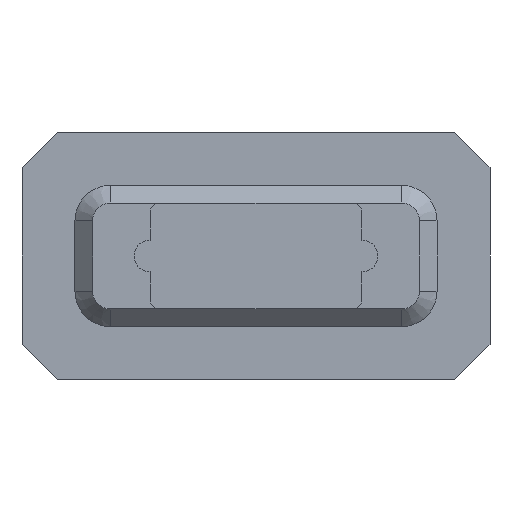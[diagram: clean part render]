
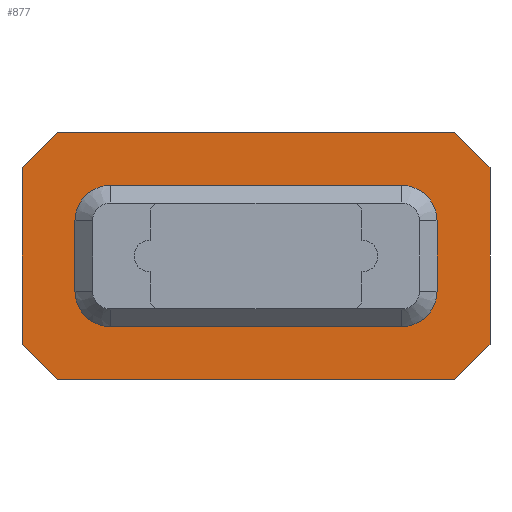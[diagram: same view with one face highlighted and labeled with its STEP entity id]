
A CAD part, front view. The second image highlights one B-rep face of the part: STEP entity #877.
In plain terms, the highlighted planar face has unit normal (0, -1, 0).
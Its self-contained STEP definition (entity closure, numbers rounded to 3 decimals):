
#15=FACE_BOUND('',#132,.T.);
#35=PLANE('',#964);
#82=FACE_OUTER_BOUND('',#131,.T.);
#131=EDGE_LOOP('',(#720,#721,#722,#723,#724,#725,#726,#727));
#132=EDGE_LOOP('',(#728,#729,#730,#731,#732,#733,#734,#735));
#172=CIRCLE('',#950,2.);
#174=CIRCLE('',#954,2.);
#176=CIRCLE('',#960,2.);
#177=CIRCLE('',#963,2.);
#217=LINE('',#1352,#319);
#220=LINE('',#1360,#322);
#228=LINE('',#1384,#330);
#230=LINE('',#1391,#332);
#231=LINE('',#1393,#333);
#232=LINE('',#1395,#334);
#233=LINE('',#1397,#335);
#234=LINE('',#1399,#336);
#235=LINE('',#1401,#337);
#236=LINE('',#1403,#338);
#237=LINE('',#1404,#339);
#238=LINE('',#1405,#340);
#319=VECTOR('',#1099,4.);
#322=VECTOR('',#1108,16.5);
#330=VECTOR('',#1136,16.5);
#332=VECTOR('',#1144,2.828);
#333=VECTOR('',#1145,10.);
#334=VECTOR('',#1146,2.828);
#335=VECTOR('',#1147,22.5);
#336=VECTOR('',#1148,2.828);
#337=VECTOR('',#1149,10.);
#338=VECTOR('',#1150,2.828);
#339=VECTOR('',#1151,22.5);
#340=VECTOR('',#1152,4.);
#420=VERTEX_POINT('',#1349);
#421=VERTEX_POINT('',#1351);
#422=VERTEX_POINT('',#1355);
#423=VERTEX_POINT('',#1359);
#425=VERTEX_POINT('',#1365);
#427=VERTEX_POINT('',#1377);
#428=VERTEX_POINT('',#1379);
#429=VERTEX_POINT('',#1383);
#430=VERTEX_POINT('',#1389);
#431=VERTEX_POINT('',#1390);
#432=VERTEX_POINT('',#1392);
#433=VERTEX_POINT('',#1394);
#434=VERTEX_POINT('',#1396);
#435=VERTEX_POINT('',#1398);
#436=VERTEX_POINT('',#1400);
#437=VERTEX_POINT('',#1402);
#519=EDGE_CURVE('',#421,#420,#217,.T.);
#521=EDGE_CURVE('',#422,#421,#172,.T.);
#523=EDGE_CURVE('',#423,#422,#220,.T.);
#526=EDGE_CURVE('',#425,#423,#174,.T.);
#533=EDGE_CURVE('',#428,#427,#176,.T.);
#535=EDGE_CURVE('',#429,#428,#228,.T.);
#537=EDGE_CURVE('',#420,#429,#177,.T.);
#538=EDGE_CURVE('',#430,#431,#230,.T.);
#539=EDGE_CURVE('',#432,#431,#231,.T.);
#540=EDGE_CURVE('',#432,#433,#232,.T.);
#541=EDGE_CURVE('',#434,#433,#233,.T.);
#542=EDGE_CURVE('',#434,#435,#234,.T.);
#543=EDGE_CURVE('',#436,#435,#235,.T.);
#544=EDGE_CURVE('',#436,#437,#236,.T.);
#545=EDGE_CURVE('',#430,#437,#237,.T.);
#546=EDGE_CURVE('',#427,#425,#238,.T.);
#720=ORIENTED_EDGE('',*,*,#538,.T.);
#721=ORIENTED_EDGE('',*,*,#539,.F.);
#722=ORIENTED_EDGE('',*,*,#540,.T.);
#723=ORIENTED_EDGE('',*,*,#541,.F.);
#724=ORIENTED_EDGE('',*,*,#542,.T.);
#725=ORIENTED_EDGE('',*,*,#543,.F.);
#726=ORIENTED_EDGE('',*,*,#544,.T.);
#727=ORIENTED_EDGE('',*,*,#545,.F.);
#728=ORIENTED_EDGE('',*,*,#546,.T.);
#729=ORIENTED_EDGE('',*,*,#526,.T.);
#730=ORIENTED_EDGE('',*,*,#523,.T.);
#731=ORIENTED_EDGE('',*,*,#521,.T.);
#732=ORIENTED_EDGE('',*,*,#519,.T.);
#733=ORIENTED_EDGE('',*,*,#537,.T.);
#734=ORIENTED_EDGE('',*,*,#535,.T.);
#735=ORIENTED_EDGE('',*,*,#533,.T.);
#877=ADVANCED_FACE('',(#82,#15),#35,.F.);
#950=AXIS2_PLACEMENT_3D('',#1356,#1103,#1104);
#954=AXIS2_PLACEMENT_3D('',#1366,#1114,#1115);
#960=AXIS2_PLACEMENT_3D('',#1380,#1131,#1132);
#963=AXIS2_PLACEMENT_3D('',#1387,#1140,#1141);
#964=AXIS2_PLACEMENT_3D('',#1388,#1142,#1143);
#1099=DIRECTION('',(0.,0.,1.));
#1103=DIRECTION('center_axis',(0.,1.,0.));
#1104=DIRECTION('ref_axis',(0.,0.,-1.));
#1108=DIRECTION('',(-1.,0.,0.));
#1114=DIRECTION('center_axis',(0.,1.,0.));
#1115=DIRECTION('ref_axis',(1.,0.,0.));
#1131=DIRECTION('center_axis',(0.,1.,0.));
#1132=DIRECTION('ref_axis',(0.,0.,1.));
#1136=DIRECTION('',(1.,0.,0.));
#1140=DIRECTION('center_axis',(0.,1.,0.));
#1141=DIRECTION('ref_axis',(-1.,0.,0.));
#1142=DIRECTION('center_axis',(0.,1.,0.));
#1143=DIRECTION('ref_axis',(1.,0.,0.));
#1144=DIRECTION('',(-0.707,0.,-0.707));
#1145=DIRECTION('',(0.,0.,1.));
#1146=DIRECTION('',(0.707,0.,-0.707));
#1147=DIRECTION('',(-1.,0.,0.));
#1148=DIRECTION('',(0.707,0.,0.707));
#1149=DIRECTION('',(0.,0.,-1.));
#1150=DIRECTION('',(-0.707,0.,0.707));
#1151=DIRECTION('',(1.,0.,0.));
#1152=DIRECTION('',(0.,0.,-1.));
#1349=CARTESIAN_POINT('',(0.,6.,-2.));
#1351=CARTESIAN_POINT('',(0.,6.,-6.));
#1352=CARTESIAN_POINT('',(0.,6.,-6.));
#1355=CARTESIAN_POINT('',(2.,6.,-8.));
#1356=CARTESIAN_POINT('Origin',(2.,6.,-6.));
#1359=CARTESIAN_POINT('',(18.5,6.,-8.));
#1360=CARTESIAN_POINT('',(18.5,6.,-8.));
#1365=CARTESIAN_POINT('',(20.5,6.,-6.));
#1366=CARTESIAN_POINT('Origin',(18.5,6.,-6.));
#1377=CARTESIAN_POINT('',(20.5,6.,-2.));
#1379=CARTESIAN_POINT('',(18.5,6.,0.));
#1380=CARTESIAN_POINT('Origin',(18.5,6.,-2.));
#1383=CARTESIAN_POINT('',(2.,6.,0.));
#1384=CARTESIAN_POINT('',(2.,6.,0.));
#1387=CARTESIAN_POINT('Origin',(2.,6.,-2.));
#1388=CARTESIAN_POINT('Origin',(0.,6.,0.));
#1389=CARTESIAN_POINT('',(-1.,6.,3.));
#1390=CARTESIAN_POINT('',(-3.,6.,1.));
#1391=CARTESIAN_POINT('',(-1.,6.,3.));
#1392=CARTESIAN_POINT('',(-3.,6.,-9.));
#1393=CARTESIAN_POINT('',(-3.,6.,-9.));
#1394=CARTESIAN_POINT('',(-1.,6.,-11.));
#1395=CARTESIAN_POINT('',(-3.,6.,-9.));
#1396=CARTESIAN_POINT('',(21.5,6.,-11.));
#1397=CARTESIAN_POINT('',(21.5,6.,-11.));
#1398=CARTESIAN_POINT('',(23.5,6.,-9.));
#1399=CARTESIAN_POINT('',(21.5,6.,-11.));
#1400=CARTESIAN_POINT('',(23.5,6.,1.));
#1401=CARTESIAN_POINT('',(23.5,6.,1.));
#1402=CARTESIAN_POINT('',(21.5,6.,3.));
#1403=CARTESIAN_POINT('',(23.5,6.,1.));
#1404=CARTESIAN_POINT('',(-1.,6.,3.));
#1405=CARTESIAN_POINT('',(20.5,6.,-2.));
